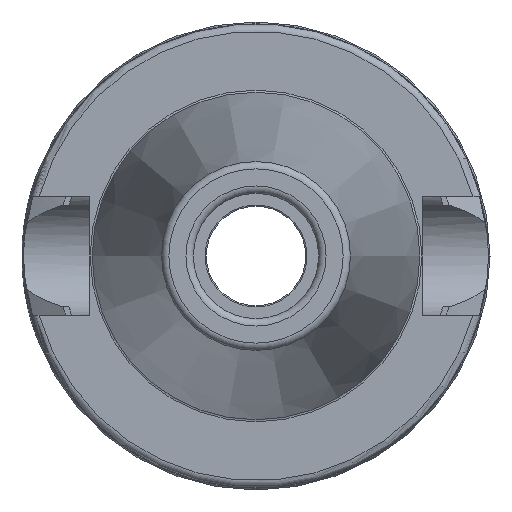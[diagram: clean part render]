
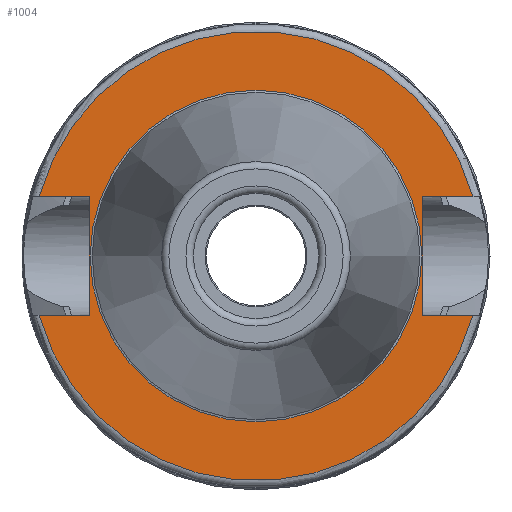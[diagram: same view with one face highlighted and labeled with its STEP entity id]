
A CAD part, left-side view. The second image highlights one B-rep face of the part: STEP entity #1004.
In plain terms, the highlighted planar face has unit normal (-1, 0, 0).
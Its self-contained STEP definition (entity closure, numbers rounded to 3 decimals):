
#75=LINE('',#2135,#125);
#79=LINE('',#2143,#129);
#82=LINE('',#2163,#132);
#92=LINE('',#2243,#142);
#95=LINE('',#2264,#145);
#97=LINE('',#2267,#147);
#125=VECTOR('',#1304,10.);
#129=VECTOR('',#1310,10.);
#132=VECTOR('',#1315,10.);
#142=VECTOR('',#1359,10.);
#145=VECTOR('',#1364,10.);
#147=VECTOR('',#1368,10.);
#181=FACE_BOUND('',#323,.T.);
#197=PLANE('',#1154);
#255=FACE_OUTER_BOUND('',#322,.T.);
#322=EDGE_LOOP('',(#926,#927,#928,#929,#930,#931,#932,#933));
#323=EDGE_LOOP('',(#934));
#369=CIRCLE('',#1106,30.5);
#373=CIRCLE('',#1116,30.5);
#394=CIRCLE('',#1153,22.5);
#449=VERTEX_POINT('',#2123);
#450=VERTEX_POINT('',#2134);
#452=VERTEX_POINT('',#2140);
#453=VERTEX_POINT('',#2142);
#464=VERTEX_POINT('',#2203);
#471=VERTEX_POINT('',#2240);
#472=VERTEX_POINT('',#2242);
#476=VERTEX_POINT('',#2263);
#490=VERTEX_POINT('',#2327);
#568=EDGE_CURVE('',#450,#449,#75,.T.);
#572=EDGE_CURVE('',#453,#452,#79,.T.);
#577=EDGE_CURVE('',#452,#450,#82,.T.);
#591=EDGE_CURVE('',#453,#464,#369,.T.);
#601=EDGE_CURVE('',#472,#471,#92,.T.);
#606=EDGE_CURVE('',#476,#464,#95,.T.);
#608=EDGE_CURVE('',#471,#476,#97,.T.);
#611=EDGE_CURVE('',#472,#449,#373,.T.);
#638=EDGE_CURVE('',#490,#490,#394,.T.);
#926=ORIENTED_EDGE('',*,*,#568,.T.);
#927=ORIENTED_EDGE('',*,*,#611,.F.);
#928=ORIENTED_EDGE('',*,*,#601,.T.);
#929=ORIENTED_EDGE('',*,*,#608,.T.);
#930=ORIENTED_EDGE('',*,*,#606,.T.);
#931=ORIENTED_EDGE('',*,*,#591,.F.);
#932=ORIENTED_EDGE('',*,*,#572,.T.);
#933=ORIENTED_EDGE('',*,*,#577,.T.);
#934=ORIENTED_EDGE('',*,*,#638,.T.);
#1004=ADVANCED_FACE('',(#255,#181),#197,.T.);
#1106=AXIS2_PLACEMENT_3D('',#2204,#1346,#1347);
#1116=AXIS2_PLACEMENT_3D('',#2272,#1377,#1378);
#1153=AXIS2_PLACEMENT_3D('',#2329,#1457,#1458);
#1154=AXIS2_PLACEMENT_3D('',#2330,#1459,#1460);
#1304=DIRECTION('',(0.,-1.,0.));
#1310=DIRECTION('',(0.,1.,0.));
#1315=DIRECTION('',(0.,0.,1.));
#1346=DIRECTION('center_axis',(1.,0.,0.));
#1347=DIRECTION('ref_axis',(0.,0.,-1.));
#1359=DIRECTION('',(0.,-1.,0.));
#1364=DIRECTION('',(0.,1.,0.));
#1368=DIRECTION('',(0.,0.,-1.));
#1377=DIRECTION('center_axis',(1.,0.,0.));
#1378=DIRECTION('ref_axis',(0.,0.,-1.));
#1457=DIRECTION('center_axis',(1.,0.,0.));
#1458=DIRECTION('ref_axis',(0.,0.,-1.));
#1459=DIRECTION('center_axis',(-1.,0.,0.));
#1460=DIRECTION('ref_axis',(0.,0.,1.));
#2123=CARTESIAN_POINT('',(2.,-29.418,8.05));
#2134=CARTESIAN_POINT('',(2.,-22.6,8.05));
#2135=CARTESIAN_POINT('',(2.,3.95,8.05));
#2140=CARTESIAN_POINT('',(2.,-22.6,-8.05));
#2142=CARTESIAN_POINT('',(2.,-29.418,-8.05));
#2143=CARTESIAN_POINT('',(2.,3.95,-8.05));
#2163=CARTESIAN_POINT('',(2.,-22.6,0.));
#2203=CARTESIAN_POINT('',(2.,29.418,-8.05));
#2204=CARTESIAN_POINT('Origin',(2.,0.,0.));
#2240=CARTESIAN_POINT('',(2.,22.6,8.05));
#2242=CARTESIAN_POINT('',(2.,29.418,8.05));
#2243=CARTESIAN_POINT('',(2.,26.55,8.05));
#2263=CARTESIAN_POINT('',(2.,22.6,-8.05));
#2264=CARTESIAN_POINT('',(2.,26.55,-8.05));
#2267=CARTESIAN_POINT('',(2.,22.6,0.));
#2272=CARTESIAN_POINT('Origin',(2.,0.,0.));
#2327=CARTESIAN_POINT('',(2.,0.,22.5));
#2329=CARTESIAN_POINT('Origin',(2.,0.,0.));
#2330=CARTESIAN_POINT('Origin',(2.,30.5,0.));
